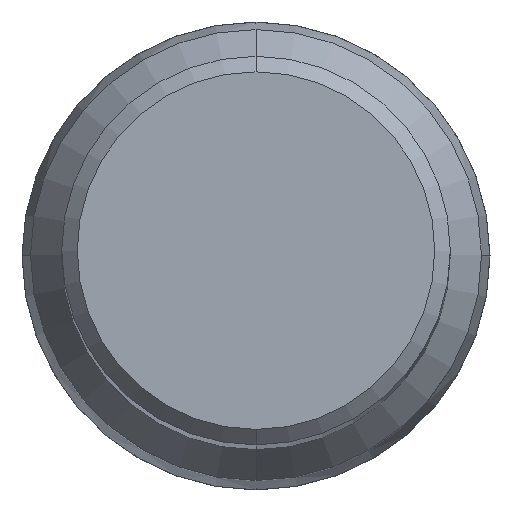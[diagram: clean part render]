
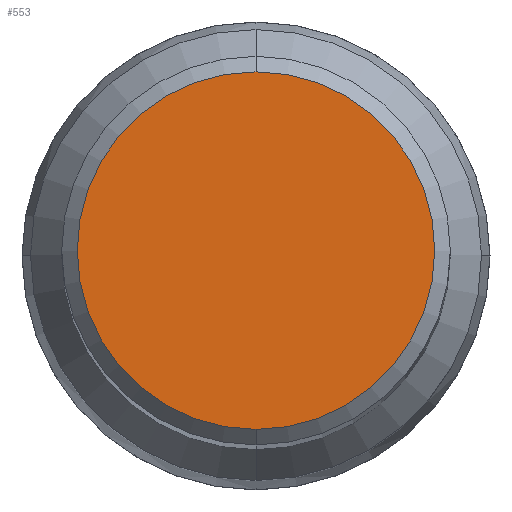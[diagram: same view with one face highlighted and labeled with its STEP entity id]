
A CAD part, top view. The second image highlights one B-rep face of the part: STEP entity #553.
In plain terms, the highlighted planar face has unit normal (0, 0, 1).
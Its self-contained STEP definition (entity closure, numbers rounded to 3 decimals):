
#341=VERTEX_POINT('',#842);
#553=ADVANCED_FACE('',(#1072),#1073,.T.);
#681=EDGE_CURVE('',#341,#697,#1214,.T.);
#697=VERTEX_POINT('',#1232);
#707=EDGE_CURVE('',#697,#341,#1243,.T.);
#842=CARTESIAN_POINT('',(0.0,11.5,0.0));
#1072=FACE_OUTER_BOUND('',#1892,.T.);
#1073=PLANE('',#1893);
#1214=CIRCLE('',#2113,11.5);
#1232=CARTESIAN_POINT('',(0.,-11.5,0.0));
#1243=CIRCLE('',#2150,11.5);
#1892=EDGE_LOOP('',(#2585,#2586));
#1893=AXIS2_PLACEMENT_3D('',#2587,#2588,#2589);
#2113=AXIS2_PLACEMENT_3D('',#2771,#2772,#2773);
#2150=AXIS2_PLACEMENT_3D('',#2813,#2814,#2815);
#2585=ORIENTED_EDGE('',*,*,#681,.F.);
#2586=ORIENTED_EDGE('',*,*,#707,.F.);
#2587=CARTESIAN_POINT('',(0.0,5.75,0.0));
#2588=DIRECTION('',(-0.0,0.0,1.0));
#2589=DIRECTION('',(0.0,-1.0,0.0));
#2771=CARTESIAN_POINT('',(0.0,0.0,0.0));
#2772=DIRECTION('',(0.0,0.0,-1.0));
#2773=DIRECTION('',(0.0,1.0,0.0));
#2813=CARTESIAN_POINT('',(0.0,0.0,0.0));
#2814=DIRECTION('',(0.0,0.0,-1.0));
#2815=DIRECTION('',(0.0,1.0,0.0));
